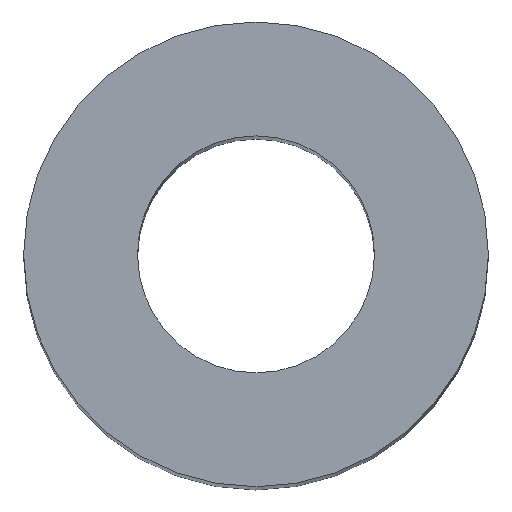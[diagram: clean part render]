
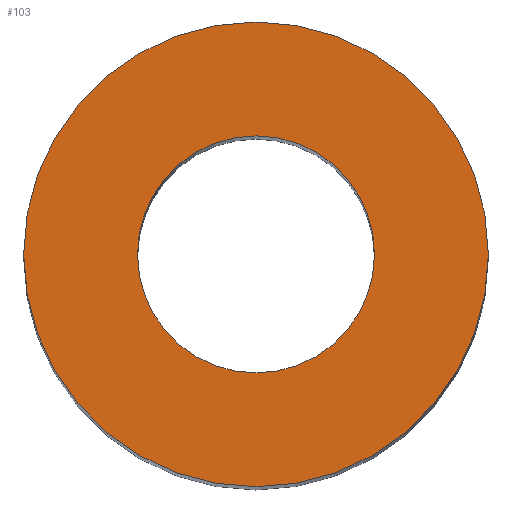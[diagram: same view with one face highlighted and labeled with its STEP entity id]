
A CAD part, top view. The second image highlights one B-rep face of the part: STEP entity #103.
In plain terms, the highlighted planar face has unit normal (0, 0, 1).
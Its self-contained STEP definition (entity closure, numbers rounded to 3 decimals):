
#1 = AXIS2_PLACEMENT_3D ( 'NONE', #115, #39, #189 ) ;
#7 = AXIS2_PLACEMENT_3D ( 'NONE', #17, #192, #129 ) ;
#9 = DIRECTION ( 'NONE',  ( 1., 0., 0. ) ) ;
#17 = CARTESIAN_POINT ( 'NONE',  ( 0., 0., 40. ) ) ;
#18 = DIRECTION ( 'NONE',  ( 1., 0., 0. ) ) ;
#20 = EDGE_LOOP ( 'NONE', ( #144, #180 ) ) ;
#33 = CARTESIAN_POINT ( 'NONE',  ( -2.55, 0., 40. ) ) ;
#34 = CIRCLE ( 'NONE', #1, 2.55 ) ;
#39 = DIRECTION ( 'NONE',  ( 0., 0., 1. ) ) ;
#43 = AXIS2_PLACEMENT_3D ( 'NONE', #67, #92, #244 ) ;
#47 = ORIENTED_EDGE ( 'NONE', *, *, #98, .T. ) ;
#48 = DIRECTION ( 'NONE',  ( 0., 0., 1. ) ) ;
#60 = AXIS2_PLACEMENT_3D ( 'NONE', #185, #48, #9 ) ;
#61 = VERTEX_POINT ( 'NONE', #203 ) ;
#67 = CARTESIAN_POINT ( 'NONE',  ( 0., 0., 40. ) ) ;
#92 = DIRECTION ( 'NONE',  ( 0., 0., 1. ) ) ;
#98 = EDGE_CURVE ( 'NONE', #61, #159, #105, .T. ) ;
#103 = ADVANCED_FACE ( 'NONE', ( #238, #209 ), #225, .T. ) ;
#105 = CIRCLE ( 'NONE', #157, 5. ) ;
#113 = CARTESIAN_POINT ( 'NONE',  ( 0., 0., 40. ) ) ;
#115 = CARTESIAN_POINT ( 'NONE',  ( 0., 0., 40. ) ) ;
#119 = CIRCLE ( 'NONE', #7, 2.55 ) ;
#129 = DIRECTION ( 'NONE',  ( 1., 0., 0. ) ) ;
#143 = CIRCLE ( 'NONE', #60, 5. ) ;
#144 = ORIENTED_EDGE ( 'NONE', *, *, #230, .F. ) ;
#149 = EDGE_LOOP ( 'NONE', ( #200, #47 ) ) ;
#157 = AXIS2_PLACEMENT_3D ( 'NONE', #113, #186, #18 ) ;
#159 = VERTEX_POINT ( 'NONE', #198 ) ;
#165 = CARTESIAN_POINT ( 'NONE',  ( 2.55, 0., 40. ) ) ;
#172 = EDGE_CURVE ( 'NONE', #235, #184, #119, .T. ) ;
#180 = ORIENTED_EDGE ( 'NONE', *, *, #172, .F. ) ;
#184 = VERTEX_POINT ( 'NONE', #33 ) ;
#185 = CARTESIAN_POINT ( 'NONE',  ( 0., 0., 40. ) ) ;
#186 = DIRECTION ( 'NONE',  ( 0., 0., 1. ) ) ;
#189 = DIRECTION ( 'NONE',  ( 1., 0., 0. ) ) ;
#192 = DIRECTION ( 'NONE',  ( 0., 0., 1. ) ) ;
#198 = CARTESIAN_POINT ( 'NONE',  ( -5., 0., 40. ) ) ;
#200 = ORIENTED_EDGE ( 'NONE', *, *, #219, .T. ) ;
#203 = CARTESIAN_POINT ( 'NONE',  ( 5., 0., 40. ) ) ;
#209 = FACE_BOUND ( 'NONE', #20, .T. ) ;
#219 = EDGE_CURVE ( 'NONE', #159, #61, #143, .T. ) ;
#225 = PLANE ( 'NONE',  #43 ) ;
#230 = EDGE_CURVE ( 'NONE', #184, #235, #34, .T. ) ;
#235 = VERTEX_POINT ( 'NONE', #165 ) ;
#238 = FACE_OUTER_BOUND ( 'NONE', #149, .T. ) ;
#244 = DIRECTION ( 'NONE',  ( 1., 0., 0. ) ) ;
